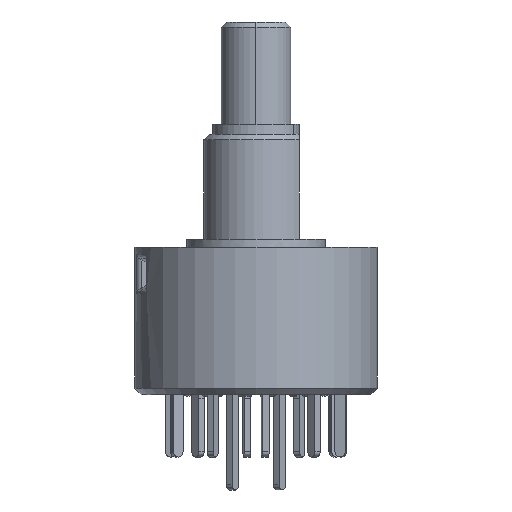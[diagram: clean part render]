
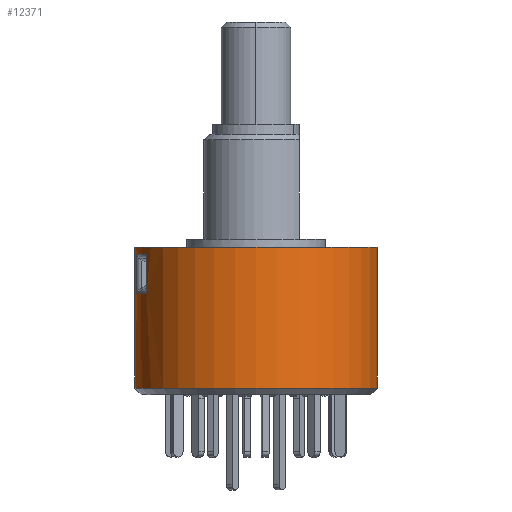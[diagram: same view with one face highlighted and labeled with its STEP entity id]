
A CAD part, left-side view. The second image highlights one B-rep face of the part: STEP entity #12371.
In plain terms, the highlighted cylindrical face has radius 7 mm (diameter 14 mm), a partial arc.
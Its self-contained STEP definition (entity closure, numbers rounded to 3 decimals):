
#225 = CARTESIAN_POINT ( 'NONE',  ( -2.163, 6.657, -3.129 ) ) ;
#496 = LINE ( 'NONE', #12713, #2080 ) ;
#1144 = VERTEX_POINT ( 'NONE', #12025 ) ;
#1402 = CARTESIAN_POINT ( 'NONE',  ( 0., 0., -0.45 ) ) ;
#1420 = EDGE_CURVE ( 'NONE', #1969, #9174, #12357, .T. ) ;
#1427 = VERTEX_POINT ( 'NONE', #8906 ) ;
#1511 = EDGE_CURVE ( 'NONE', #1427, #1144, #14401, .T. ) ;
#1668 = CARTESIAN_POINT ( 'NONE',  ( -2.469, 6.58, -0.841 ) ) ;
#1727 = CARTESIAN_POINT ( 'NONE',  ( -3.036, 6.308, -0.888 ) ) ;
#1925 = EDGE_CURVE ( 'NONE', #8368, #5437, #496, .T. ) ;
#1969 = VERTEX_POINT ( 'NONE', #9067 ) ;
#2080 = VECTOR ( 'NONE', #11460, 1000. ) ;
#2635 = DIRECTION ( 'NONE',  ( 0., 1., 0. ) ) ;
#2788 = CARTESIAN_POINT ( 'NONE',  ( -1.252, 6.887, -3.094 ) ) ;
#3074 = AXIS2_PLACEMENT_3D ( 'NONE', #3583, #10933, #13326 ) ;
#3277 = ORIENTED_EDGE ( 'NONE', *, *, #15885, .T. ) ;
#3320 = FACE_OUTER_BOUND ( 'NONE', #3686, .T. ) ;
#3408 = EDGE_CURVE ( 'NONE', #9174, #11586, #3980, .T. ) ;
#3583 = CARTESIAN_POINT ( 'NONE',  ( 0., 0., -8.574 ) ) ;
#3686 = EDGE_LOOP ( 'NONE', ( #12717, #15134, #7873, #14025 ) ) ;
#3928 = CARTESIAN_POINT ( 'NONE',  ( -1.56, 6.831, -3.117 ) ) ;
#3980 = LINE ( 'NONE', #15350, #8892 ) ;
#4099 = DIRECTION ( 'NONE',  ( 0., 0., -1. ) ) ;
#4103 = CARTESIAN_POINT ( 'NONE',  ( -1.871, 6.775, -0.841 ) ) ;
#4157 = VECTOR ( 'NONE', #4099, 1000. ) ;
#4262 =( BOUNDED_CURVE ( )  B_SPLINE_CURVE ( 3, ( #12959, #4103, #1668, #1727 ),
 .UNSPECIFIED., .F., .T. ) 
 B_SPLINE_CURVE_WITH_KNOTS ( ( 4, 4 ),
 ( 3.007, 3.276 ),
 .UNSPECIFIED. ) 
 CURVE ( )  GEOMETRIC_REPRESENTATION_ITEM ( )  RATIONAL_B_SPLINE_CURVE ( ( 1., 0.994, 0.994, 1. ) ) 
 REPRESENTATION_ITEM ( '' )  );
#4316 = CARTESIAN_POINT ( 'NONE',  ( -3.036, 6.308, -0.45 ) ) ;
#4473 = CYLINDRICAL_SURFACE ( 'NONE', #8511, 7. ) ;
#4742 = CARTESIAN_POINT ( 'NONE',  ( -1.252, 6.887, -3.094 ) ) ;
#5437 = VERTEX_POINT ( 'NONE', #14502 ) ;
#5461 = CARTESIAN_POINT ( 'NONE',  ( 0., -7., -0.45 ) ) ;
#5515 = ORIENTED_EDGE ( 'NONE', *, *, #1420, .T. ) ;
#5557 = CARTESIAN_POINT ( 'NONE',  ( 0., -7., -8.574 ) ) ;
#5851 =( BOUNDED_CURVE ( )  B_SPLINE_CURVE ( 3, ( #14535, #10861, #12234, #9764 ),
 .UNSPECIFIED., .F., .T. ) 
 B_SPLINE_CURVE_WITH_KNOTS ( ( 4, 4 ),
 ( 6.149, 6.283 ),
 .UNSPECIFIED. ) 
 CURVE ( )  GEOMETRIC_REPRESENTATION_ITEM ( )  RATIONAL_B_SPLINE_CURVE ( ( 1., 0.998, 0.998, 1. ) ) 
 REPRESENTATION_ITEM ( '' )  );
#6461 = DIRECTION ( 'NONE',  ( 0., -1., 0. ) ) ;
#7073 = LINE ( 'NONE', #5461, #4157 ) ;
#7472 = EDGE_CURVE ( 'NONE', #8368, #7991, #9739, .T. ) ;
#7482 = DIRECTION ( 'NONE',  ( 0., 0., -1. ) ) ;
#7689 = CARTESIAN_POINT ( 'NONE',  ( -1.865, 6.754, -3.129 ) ) ;
#7733 = VERTEX_POINT ( 'NONE', #5557 ) ;
#7847 = EDGE_CURVE ( 'NONE', #5437, #7733, #13792, .T. ) ;
#7873 = ORIENTED_EDGE ( 'NONE', *, *, #1925, .T. ) ;
#7991 = VERTEX_POINT ( 'NONE', #8736 ) ;
#8089 = CARTESIAN_POINT ( 'NONE',  ( -1.252, 6.887, -0.888 ) ) ;
#8368 = VERTEX_POINT ( 'NONE', #9669 ) ;
#8511 = AXIS2_PLACEMENT_3D ( 'NONE', #1402, #7482, #2635 ) ;
#8736 = CARTESIAN_POINT ( 'NONE',  ( 0., -7., -0.45 ) ) ;
#8892 = VECTOR ( 'NONE', #11620, 1000. ) ;
#8906 = CARTESIAN_POINT ( 'NONE',  ( -3.036, 6.308, -0.888 ) ) ;
#9067 = CARTESIAN_POINT ( 'NONE',  ( -2.163, 6.657, -3.129 ) ) ;
#9174 = VERTEX_POINT ( 'NONE', #4742 ) ;
#9369 = ORIENTED_EDGE ( 'NONE', *, *, #3408, .T. ) ;
#9669 = CARTESIAN_POINT ( 'NONE',  ( 0., 7., -0.45 ) ) ;
#9739 = CIRCLE ( 'NONE', #14904, 7. ) ;
#9764 = CARTESIAN_POINT ( 'NONE',  ( -2.163, 6.657, -3.129 ) ) ;
#10732 = EDGE_CURVE ( 'NONE', #7991, #7733, #7073, .T. ) ;
#10861 = CARTESIAN_POINT ( 'NONE',  ( -2.753, 6.444, -3.117 ) ) ;
#10933 = DIRECTION ( 'NONE',  ( 0., 0., 1. ) ) ;
#11376 = CARTESIAN_POINT ( 'NONE',  ( 0., 0., -0.45 ) ) ;
#11460 = DIRECTION ( 'NONE',  ( 0., 0., -1. ) ) ;
#11586 = VERTEX_POINT ( 'NONE', #8089 ) ;
#11620 = DIRECTION ( 'NONE',  ( 0., 0., 1. ) ) ;
#11685 = DIRECTION ( 'NONE',  ( 0., 0., -1. ) ) ;
#11711 = FACE_BOUND ( 'NONE', #14515, .T. ) ;
#12025 = CARTESIAN_POINT ( 'NONE',  ( -3.036, 6.308, -3.094 ) ) ;
#12234 = CARTESIAN_POINT ( 'NONE',  ( -2.462, 6.56, -3.129 ) ) ;
#12357 =( BOUNDED_CURVE ( )  B_SPLINE_CURVE ( 3, ( #225, #7689, #3928, #2788 ),
 .UNSPECIFIED., .F., .F. ) 
 B_SPLINE_CURVE_WITH_KNOTS ( ( 4, 4 ),
 ( 0., 0.134 ),
 .UNSPECIFIED. ) 
 CURVE ( )  GEOMETRIC_REPRESENTATION_ITEM ( )  RATIONAL_B_SPLINE_CURVE ( ( 1., 0.998, 0.998, 1. ) ) 
 REPRESENTATION_ITEM ( '' )  );
#12371 = ADVANCED_FACE ( 'NONE', ( #3320, #11711 ), #4473, .T. ) ;
#12713 = CARTESIAN_POINT ( 'NONE',  ( 0., 7., -0.45 ) ) ;
#12717 = ORIENTED_EDGE ( 'NONE', *, *, #10732, .F. ) ;
#12959 = CARTESIAN_POINT ( 'NONE',  ( -1.252, 6.887, -0.888 ) ) ;
#13326 = DIRECTION ( 'NONE',  ( 0., -1., 0. ) ) ;
#13792 = CIRCLE ( 'NONE', #3074, 7. ) ;
#13938 = DIRECTION ( 'NONE',  ( 0., 0., 1. ) ) ;
#14025 = ORIENTED_EDGE ( 'NONE', *, *, #7847, .T. ) ;
#14401 = LINE ( 'NONE', #4316, #14751 ) ;
#14502 = CARTESIAN_POINT ( 'NONE',  ( 0., 7., -8.574 ) ) ;
#14515 = EDGE_LOOP ( 'NONE', ( #3277, #5515, #9369, #15982, #15728 ) ) ;
#14535 = CARTESIAN_POINT ( 'NONE',  ( -3.036, 6.308, -3.094 ) ) ;
#14751 = VECTOR ( 'NONE', #11685, 1000. ) ;
#14904 = AXIS2_PLACEMENT_3D ( 'NONE', #11376, #13938, #6461 ) ;
#15134 = ORIENTED_EDGE ( 'NONE', *, *, #7472, .F. ) ;
#15350 = CARTESIAN_POINT ( 'NONE',  ( -1.252, 6.887, -0.45 ) ) ;
#15362 = EDGE_CURVE ( 'NONE', #11586, #1427, #4262, .T. ) ;
#15728 = ORIENTED_EDGE ( 'NONE', *, *, #1511, .T. ) ;
#15885 = EDGE_CURVE ( 'NONE', #1144, #1969, #5851, .T. ) ;
#15982 = ORIENTED_EDGE ( 'NONE', *, *, #15362, .T. ) ;
